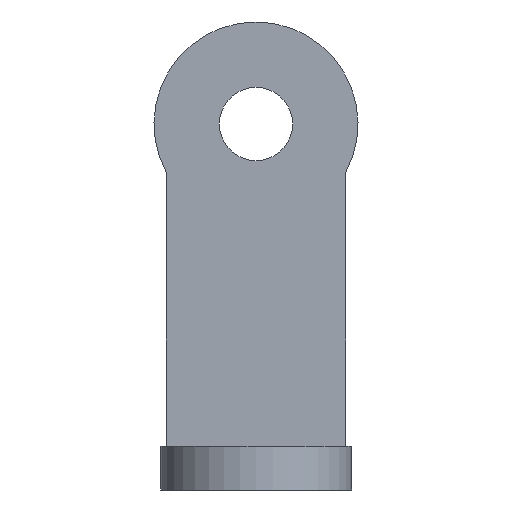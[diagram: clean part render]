
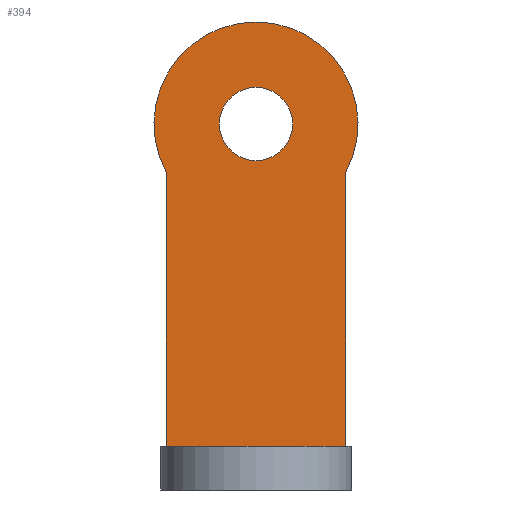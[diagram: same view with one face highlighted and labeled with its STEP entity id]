
A CAD part, front view. The second image highlights one B-rep face of the part: STEP entity #394.
In plain terms, the highlighted planar face has unit normal (0, -1, 0).
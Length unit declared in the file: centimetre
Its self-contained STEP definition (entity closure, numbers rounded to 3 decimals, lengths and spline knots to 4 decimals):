
#3 = FACE_BOUND ( 'NONE', #219, .T. ) ;
#6 = ORIENTED_EDGE ( 'NONE', *, *, #447, .T. ) ;
#20 = DIRECTION ( 'NONE',  ( 0., 0., 1. ) ) ;
#34 = CARTESIAN_POINT ( 'NONE',  ( -0.6139, 2.417, 0. ) ) ;
#48 = FACE_OUTER_BOUND ( 'NONE', #398, .T. ) ;
#55 = LINE ( 'NONE', #34, #188 ) ;
#60 = DIRECTION ( 'NONE',  ( 0., 0., 1. ) ) ;
#61 = AXIS2_PLACEMENT_3D ( 'NONE', #352, #123, #491 ) ;
#76 = CARTESIAN_POINT ( 'NONE',  ( -0.0019, 2.417, 2.75 ) ) ;
#78 = PLANE ( 'NONE',  #395 ) ;
#79 = ORIENTED_EDGE ( 'NONE', *, *, #497, .T. ) ;
#80 = DIRECTION ( 'NONE',  ( 0., 1., 0. ) ) ;
#123 = DIRECTION ( 'NONE',  ( 0., 1., 0. ) ) ;
#137 = ORIENTED_EDGE ( 'NONE', *, *, #353, .F. ) ;
#163 = DIRECTION ( 'NONE',  ( 0., 0., 1. ) ) ;
#172 = ORIENTED_EDGE ( 'NONE', *, *, #202, .F. ) ;
#188 = VECTOR ( 'NONE', #538, 100. ) ;
#194 = DIRECTION ( 'NONE',  ( 0., 0., 1. ) ) ;
#198 = EDGE_CURVE ( 'NONE', #495, #585, #475, .T. ) ;
#202 = EDGE_CURVE ( 'NONE', #585, #282, #530, .T. ) ;
#209 = DIRECTION ( 'NONE',  ( 0., 1., 0. ) ) ;
#219 = EDGE_LOOP ( 'NONE', ( #6, #79 ) ) ;
#236 = VERTEX_POINT ( 'NONE', #512 ) ;
#245 = ORIENTED_EDGE ( 'NONE', *, *, #198, .F. ) ;
#254 = DIRECTION ( 'NONE',  ( 0., 1., 0. ) ) ;
#263 = CIRCLE ( 'NONE', #61, 0.697 ) ;
#282 = VERTEX_POINT ( 'NONE', #440 ) ;
#291 = VERTEX_POINT ( 'NONE', #76 ) ;
#294 = CARTESIAN_POINT ( 'NONE',  ( -0.0019, 2.417, 3.197 ) ) ;
#301 = EDGE_CURVE ( 'NONE', #401, #495, #263, .T. ) ;
#304 = CARTESIAN_POINT ( 'NONE',  ( 0.61, 2.417, 2.1664 ) ) ;
#305 = CARTESIAN_POINT ( 'NONE',  ( 0., 2.417, 0.3 ) ) ;
#352 = CARTESIAN_POINT ( 'NONE',  ( -0.0019, 2.417, 2.5 ) ) ;
#353 = EDGE_CURVE ( 'NONE', #282, #236, #541, .T. ) ;
#374 = VECTOR ( 'NONE', #482, 100. ) ;
#385 = DIRECTION ( 'NONE',  ( 0., 1., 0. ) ) ;
#389 = AXIS2_PLACEMENT_3D ( 'NONE', #390, #209, #60 ) ;
#390 = CARTESIAN_POINT ( 'NONE',  ( -0.0019, 2.417, 2.5 ) ) ;
#394 = ADVANCED_FACE ( 'NONE', ( #48, #3 ), #78, .F. ) ;
#395 = AXIS2_PLACEMENT_3D ( 'NONE', #445, #80, #194 ) ;
#398 = EDGE_LOOP ( 'NONE', ( #137, #172, #245, #554, #415 ) ) ;
#401 = VERTEX_POINT ( 'NONE', #506 ) ;
#405 = VECTOR ( 'NONE', #418, 100. ) ;
#415 = ORIENTED_EDGE ( 'NONE', *, *, #583, .F. ) ;
#418 = DIRECTION ( 'NONE',  ( -1., 0., 0. ) ) ;
#420 = CARTESIAN_POINT ( 'NONE',  ( 0.61, 2.417, 0. ) ) ;
#421 = AXIS2_PLACEMENT_3D ( 'NONE', #425, #385, #20 ) ;
#425 = CARTESIAN_POINT ( 'NONE',  ( -0.0019, 2.417, 2.5 ) ) ;
#429 = CARTESIAN_POINT ( 'NONE',  ( -0.0019, 2.417, 2.25 ) ) ;
#431 = AXIS2_PLACEMENT_3D ( 'NONE', #573, #254, #163 ) ;
#440 = CARTESIAN_POINT ( 'NONE',  ( 0.61, 2.417, 0.3 ) ) ;
#445 = CARTESIAN_POINT ( 'NONE',  ( -0.0019, 2.417, 2.5 ) ) ;
#447 = EDGE_CURVE ( 'NONE', #291, #451, #592, .T. ) ;
#451 = VERTEX_POINT ( 'NONE', #429 ) ;
#475 = CIRCLE ( 'NONE', #389, 0.697 ) ;
#482 = DIRECTION ( 'NONE',  ( 0., 0., -1. ) ) ;
#488 = CIRCLE ( 'NONE', #431, 0.25 ) ;
#491 = DIRECTION ( 'NONE',  ( 0., 0., 1. ) ) ;
#495 = VERTEX_POINT ( 'NONE', #294 ) ;
#497 = EDGE_CURVE ( 'NONE', #451, #291, #488, .T. ) ;
#506 = CARTESIAN_POINT ( 'NONE',  ( -0.6139, 2.417, 2.1664 ) ) ;
#512 = CARTESIAN_POINT ( 'NONE',  ( -0.6139, 2.417, 0.3 ) ) ;
#530 = LINE ( 'NONE', #420, #374 ) ;
#538 = DIRECTION ( 'NONE',  ( 0., 0., 1. ) ) ;
#541 = LINE ( 'NONE', #305, #405 ) ;
#554 = ORIENTED_EDGE ( 'NONE', *, *, #301, .F. ) ;
#573 = CARTESIAN_POINT ( 'NONE',  ( -0.0019, 2.417, 2.5 ) ) ;
#583 = EDGE_CURVE ( 'NONE', #236, #401, #55, .T. ) ;
#585 = VERTEX_POINT ( 'NONE', #304 ) ;
#592 = CIRCLE ( 'NONE', #421, 0.25 ) ;
